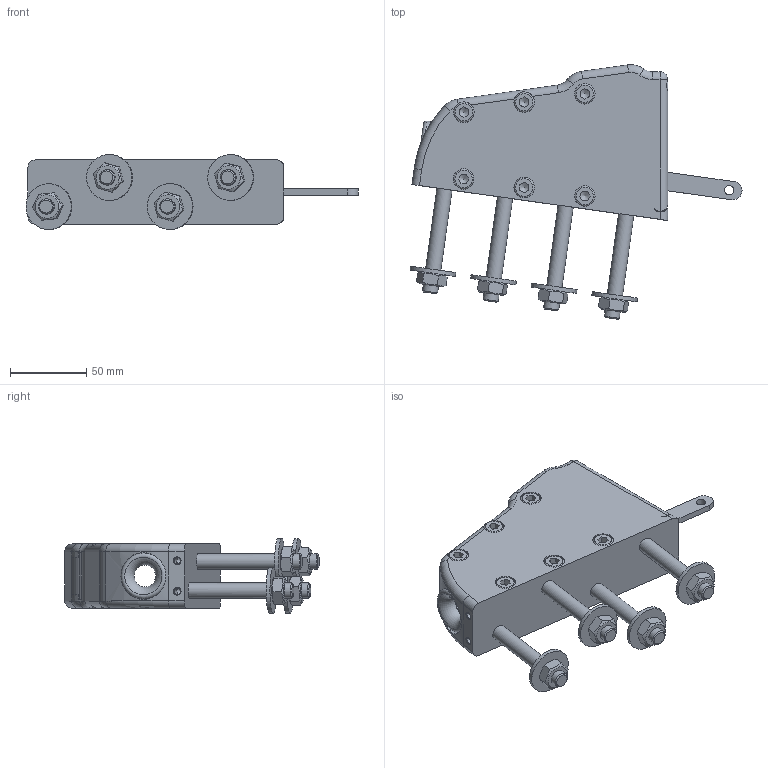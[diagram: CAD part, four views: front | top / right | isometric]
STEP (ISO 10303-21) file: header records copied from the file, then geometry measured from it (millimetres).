
FILE_DESCRIPTION(/* description */ (''),/* implementation_level */ '2;1');
FILE_NAME(/* name */ '505.122 r02.stp',/* time_stamp */ '2020-05-25T08:54:15+02:00',/* author */ ('lucade'),/* organization */ (''),/* preprocessor_version */ 'ST-DEVELOPER v18.1',/* originating_system */ 'Autodesk Inventor 2021',/* authorisation */ '');
FILE_SCHEMA (('AUTOMOTIVE_DESIGN { 1 0 10303 214 3 1 1 }'));
Length unit declared in the file: millimetre
Products named in the file (1): 20052110
Bounding box: 217.11 x 166.45 x 49 mm (x, y, z)
Volume: 519021.6 mm3; surface area: 78186.4 mm2
Topology: 4 solids, 7 shells, 373 faces, 1001 edges, 673 vertices
Faces by surface type: plane 196, cylinder 88, torus 40, cone 37, bspline 7, sphere 5
Full cylindrical faces by diameter (mm): 3.3 x2, 4.134 x2, 6 x1, 10 x10, 10.5 x2, 11 x5, 13 x12, 13.5 x12, 30 x5
Entity records: 13120 total; most frequent: CARTESIAN_POINT 4010, ORIENTED_EDGE 1934, DIRECTION 1891, EDGE_CURVE 967, AXIS2_PLACEMENT_3D 749, VERTEX_POINT 671, EDGE_LOOP 442, LINE 393
